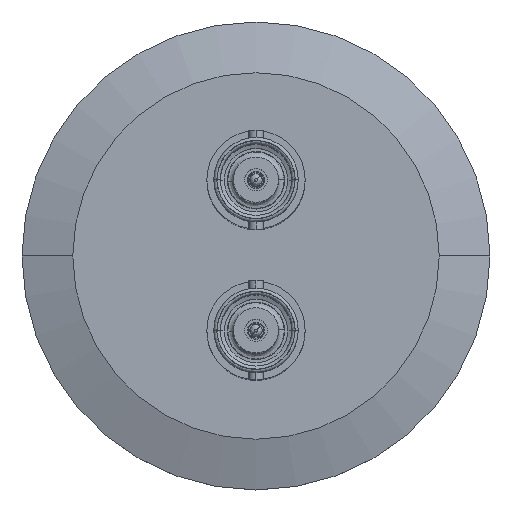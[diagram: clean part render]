
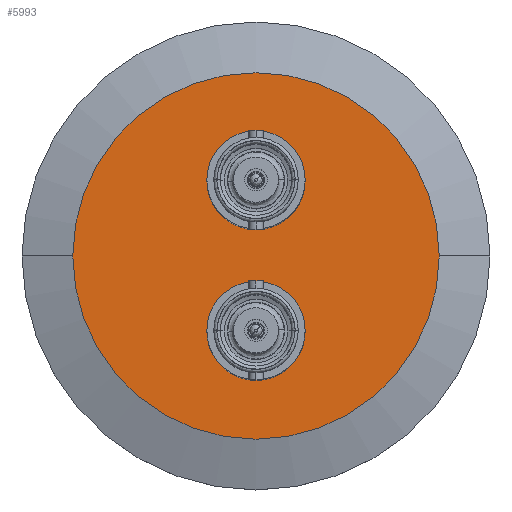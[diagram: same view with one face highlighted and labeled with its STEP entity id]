
A CAD part, top view. The second image highlights one B-rep face of the part: STEP entity #5993.
In plain terms, the highlighted planar face has unit normal (0, 0, 1).
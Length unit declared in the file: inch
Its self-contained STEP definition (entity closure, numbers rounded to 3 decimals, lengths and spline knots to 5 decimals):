
#181 = CARTESIAN_POINT ( 'NONE',  ( 0., 0.475, 0.2 ) ) ;
#182 = DIRECTION ( 'NONE',  ( 0., 0., -1. ) ) ;
#183 = DIRECTION ( 'NONE',  ( 1., 0., 0. ) ) ;
#330 = CARTESIAN_POINT ( 'NONE',  ( 0., -0.475, 0.2 ) ) ;
#331 = DIRECTION ( 'NONE',  ( 0., 0., 1. ) ) ;
#332 = DIRECTION ( 'NONE',  ( 1., 0., 0. ) ) ;
#366 = CARTESIAN_POINT ( 'NONE',  ( -1.155, 0., 0.2 ) ) ;
#411 = CARTESIAN_POINT ( 'NONE',  ( -0.31, -0.475, 0.2 ) ) ;
#432 = CARTESIAN_POINT ( 'NONE',  ( 0.31, -0.475, 0.2 ) ) ;
#460 = CARTESIAN_POINT ( 'NONE',  ( -0.31, 0.475, 0.2 ) ) ;
#464 = CARTESIAN_POINT ( 'NONE',  ( 1.155, 0., 0.2 ) ) ;
#560 = AXIS2_PLACEMENT_3D ( 'NONE', #6508, #6509, #6510 ) ;
#564 = AXIS2_PLACEMENT_3D ( 'NONE', #6522, #6523, #6524 ) ;
#571 = AXIS2_PLACEMENT_3D ( 'NONE', #6547, #6548, #6549 ) ;
#668 = CIRCLE ( 'NONE', #5124, 0.31 ) ;
#878 = FACE_OUTER_BOUND ( 'NONE', #5931, .T. ) ;
#879 = FACE_BOUND ( 'NONE', #4597, .T. ) ;
#882 = FACE_BOUND ( 'NONE', #4593, .T. ) ;
#935 = VERTEX_POINT ( 'NONE', #5363 ) ;
#988 = EDGE_CURVE ( 'NONE', #4315, #4443, #1962, .T. ) ;
#1481 = AXIS2_PLACEMENT_3D ( 'NONE', #330, #331, #332 ) ;
#1962 = CIRCLE ( 'NONE', #2156, 1.155 ) ;
#2061 = EDGE_CURVE ( 'NONE', #4439, #935, #668, .T. ) ;
#2156 = AXIS2_PLACEMENT_3D ( 'NONE', #2578, #2579, #2564 ) ;
#2549 = AXIS2_PLACEMENT_3D ( 'NONE', #3229, #3225, #3233 ) ;
#2564 = DIRECTION ( 'NONE',  ( -1., 0., 0. ) ) ;
#2578 = CARTESIAN_POINT ( 'NONE',  ( 0., 0., 0.2 ) ) ;
#2579 = DIRECTION ( 'NONE',  ( 0., 0., -1. ) ) ;
#3225 = DIRECTION ( 'NONE',  ( 0., 0., 1. ) ) ;
#3229 = CARTESIAN_POINT ( 'NONE',  ( 0., 0., 0.2 ) ) ;
#3231 = PLANE ( 'NONE',  #2549 ) ;
#3233 = DIRECTION ( 'NONE',  ( 1., 0., 0. ) ) ;
#3532 = CIRCLE ( 'NONE', #571, 0.31 ) ;
#3543 = CIRCLE ( 'NONE', #560, 1.155 ) ;
#3547 = CIRCLE ( 'NONE', #564, 0.31 ) ;
#3666 = CIRCLE ( 'NONE', #1481, 0.31 ) ;
#4123 = EDGE_CURVE ( 'NONE', #4411, #4390, #3666, .T. ) ;
#4315 = VERTEX_POINT ( 'NONE', #366 ) ;
#4390 = VERTEX_POINT ( 'NONE', #411 ) ;
#4411 = VERTEX_POINT ( 'NONE', #432 ) ;
#4439 = VERTEX_POINT ( 'NONE', #460 ) ;
#4443 = VERTEX_POINT ( 'NONE', #464 ) ;
#4593 = EDGE_LOOP ( 'NONE', ( #6109, #6108 ) ) ;
#4597 = EDGE_LOOP ( 'NONE', ( #6102, #6050 ) ) ;
#5124 = AXIS2_PLACEMENT_3D ( 'NONE', #181, #182, #183 ) ;
#5363 = CARTESIAN_POINT ( 'NONE',  ( 0.31, 0.475, 0.2 ) ) ;
#5931 = EDGE_LOOP ( 'NONE', ( #6092, #6080 ) ) ;
#5993 = ADVANCED_FACE ( 'NONE', ( #879, #882, #878 ), #3231, .T. ) ;
#6050 = ORIENTED_EDGE ( 'NONE', *, *, #6756, .T. ) ;
#6080 = ORIENTED_EDGE ( 'NONE', *, *, #6752, .F. ) ;
#6092 = ORIENTED_EDGE ( 'NONE', *, *, #988, .F. ) ;
#6102 = ORIENTED_EDGE ( 'NONE', *, *, #2061, .T. ) ;
#6108 = ORIENTED_EDGE ( 'NONE', *, *, #4123, .F. ) ;
#6109 = ORIENTED_EDGE ( 'NONE', *, *, #6820, .F. ) ;
#6508 = CARTESIAN_POINT ( 'NONE',  ( 0., 0., 0.2 ) ) ;
#6509 = DIRECTION ( 'NONE',  ( 0., 0., -1. ) ) ;
#6510 = DIRECTION ( 'NONE',  ( -1., 0., 0. ) ) ;
#6522 = CARTESIAN_POINT ( 'NONE',  ( 0., 0.475, 0.2 ) ) ;
#6523 = DIRECTION ( 'NONE',  ( 0., 0., -1. ) ) ;
#6524 = DIRECTION ( 'NONE',  ( 1., 0., 0. ) ) ;
#6547 = CARTESIAN_POINT ( 'NONE',  ( 0., -0.475, 0.2 ) ) ;
#6548 = DIRECTION ( 'NONE',  ( 0., 0., 1. ) ) ;
#6549 = DIRECTION ( 'NONE',  ( 1., 0., 0. ) ) ;
#6752 = EDGE_CURVE ( 'NONE', #4443, #4315, #3543, .T. ) ;
#6756 = EDGE_CURVE ( 'NONE', #935, #4439, #3547, .T. ) ;
#6820 = EDGE_CURVE ( 'NONE', #4390, #4411, #3532, .T. ) ;
